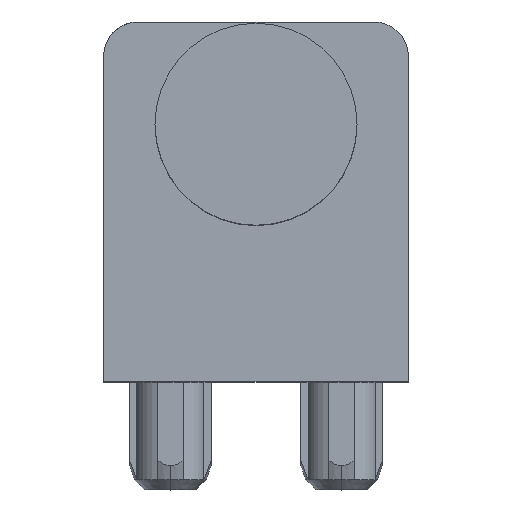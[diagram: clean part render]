
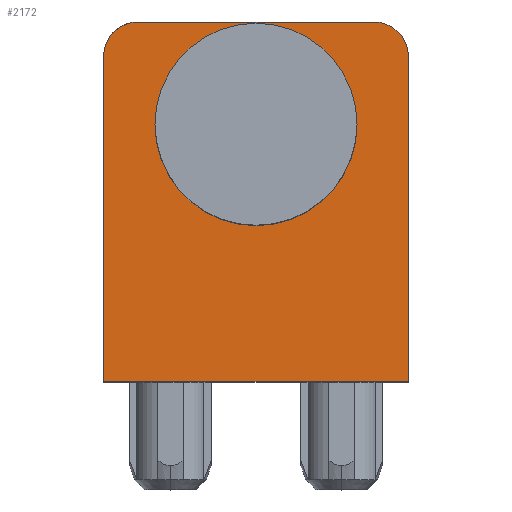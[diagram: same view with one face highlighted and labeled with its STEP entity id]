
A CAD part, top view. The second image highlights one B-rep face of the part: STEP entity #2172.
In plain terms, the highlighted planar face has unit normal (0, 0, 1).
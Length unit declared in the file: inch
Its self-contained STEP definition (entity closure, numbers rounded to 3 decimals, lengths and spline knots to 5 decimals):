
#13 = AXIS2_PLACEMENT_3D ( 'NONE', #1748, #1077, #2078 ) ;
#38 = ORIENTED_EDGE ( 'NONE', *, *, #1101, .T. ) ;
#133 = LINE ( 'NONE', #823, #1510 ) ;
#142 = EDGE_CURVE ( 'NONE', #1530, #1201, #424, .T. ) ;
#147 = FACE_OUTER_BOUND ( 'NONE', #1750, .T. ) ;
#184 = DIRECTION ( 'NONE',  ( 0., 1., 0. ) ) ;
#187 = DIRECTION ( 'NONE',  ( 0., 0., 1. ) ) ;
#215 = DIRECTION ( 'NONE',  ( 1., 0., 0. ) ) ;
#234 = CARTESIAN_POINT ( 'NONE',  ( -0.089, 0., 0.099 ) ) ;
#248 = DIRECTION ( 'NONE',  ( 0., 0., 1. ) ) ;
#280 = AXIS2_PLACEMENT_3D ( 'NONE', #612, #248, #215 ) ;
#296 = ORIENTED_EDGE ( 'NONE', *, *, #305, .F. ) ;
#305 = EDGE_CURVE ( 'NONE', #763, #1490, #932, .T. ) ;
#384 = CARTESIAN_POINT ( 'NONE',  ( 0.089, 0.19, 0.099 ) ) ;
#424 = CIRCLE ( 'NONE', #1107, 0.02 ) ;
#508 = EDGE_CURVE ( 'NONE', #763, #1530, #1351, .T. ) ;
#509 = VERTEX_POINT ( 'NONE', #1197 ) ;
#526 = LINE ( 'NONE', #1864, #983 ) ;
#554 = ORIENTED_EDGE ( 'NONE', *, *, #1062, .F. ) ;
#612 = CARTESIAN_POINT ( 'NONE',  ( -0.069, 0.19, 0.099 ) ) ;
#739 = ORIENTED_EDGE ( 'NONE', *, *, #1966, .T. ) ;
#749 = ORIENTED_EDGE ( 'NONE', *, *, #508, .T. ) ;
#763 = VERTEX_POINT ( 'NONE', #796 ) ;
#780 = DIRECTION ( 'NONE',  ( 0., 0., 1. ) ) ;
#796 = CARTESIAN_POINT ( 'NONE',  ( 0.089, 0., 0.099 ) ) ;
#818 = VERTEX_POINT ( 'NONE', #1299 ) ;
#823 = CARTESIAN_POINT ( 'NONE',  ( -0.089, 0., 0.099 ) ) ;
#887 = DIRECTION ( 'NONE',  ( -1., 0., 0. ) ) ;
#914 = CARTESIAN_POINT ( 'NONE',  ( 0., 0.15, 0.099 ) ) ;
#932 = LINE ( 'NONE', #1599, #1842 ) ;
#981 = PLANE ( 'NONE',  #1576 ) ;
#983 = VECTOR ( 'NONE', #887, 39.37008 ) ;
#1062 = EDGE_CURVE ( 'NONE', #1827, #1542, #1764, .T. ) ;
#1077 = DIRECTION ( 'NONE',  ( 0., 0., 1. ) ) ;
#1101 = EDGE_CURVE ( 'NONE', #509, #818, #1452, .T. ) ;
#1107 = AXIS2_PLACEMENT_3D ( 'NONE', #2044, #187, #1536 ) ;
#1188 = VECTOR ( 'NONE', #184, 39.37008 ) ;
#1197 = CARTESIAN_POINT ( 'NONE',  ( -0.069, 0.21, 0.099 ) ) ;
#1201 = VERTEX_POINT ( 'NONE', #1337 ) ;
#1260 = ORIENTED_EDGE ( 'NONE', *, *, #2066, .F. ) ;
#1289 = DIRECTION ( 'NONE',  ( 0., 0., 1. ) ) ;
#1299 = CARTESIAN_POINT ( 'NONE',  ( -0.089, 0.19, 0.099 ) ) ;
#1335 = CIRCLE ( 'NONE', #13, 0.059 ) ;
#1337 = CARTESIAN_POINT ( 'NONE',  ( 0.069, 0.21, 0.099 ) ) ;
#1351 = LINE ( 'NONE', #1504, #1188 ) ;
#1403 = DIRECTION ( 'NONE',  ( -1., 0., 0. ) ) ;
#1417 = ORIENTED_EDGE ( 'NONE', *, *, #2167, .F. ) ;
#1441 = DIRECTION ( 'NONE',  ( 1., 0., 0. ) ) ;
#1452 = CIRCLE ( 'NONE', #280, 0.02 ) ;
#1459 = FACE_BOUND ( 'NONE', #1749, .T. ) ;
#1481 = DIRECTION ( 'NONE',  ( 1., 0., 0. ) ) ;
#1490 = VERTEX_POINT ( 'NONE', #234 ) ;
#1495 = DIRECTION ( 'NONE',  ( 0., 1., 0. ) ) ;
#1504 = CARTESIAN_POINT ( 'NONE',  ( 0.089, 0., 0.099 ) ) ;
#1510 = VECTOR ( 'NONE', #1495, 39.37008 ) ;
#1530 = VERTEX_POINT ( 'NONE', #384 ) ;
#1536 = DIRECTION ( 'NONE',  ( 1., 0., 0. ) ) ;
#1542 = VERTEX_POINT ( 'NONE', #1788 ) ;
#1576 = AXIS2_PLACEMENT_3D ( 'NONE', #2158, #1289, #1481 ) ;
#1599 = CARTESIAN_POINT ( 'NONE',  ( 0.089, 0., 0.099 ) ) ;
#1668 = CARTESIAN_POINT ( 'NONE',  ( -0.059, 0.15, 0.099 ) ) ;
#1748 = CARTESIAN_POINT ( 'NONE',  ( 0., 0.15, 0.099 ) ) ;
#1749 = EDGE_LOOP ( 'NONE', ( #554, #1260 ) ) ;
#1750 = EDGE_LOOP ( 'NONE', ( #739, #38, #1417, #296, #749, #2062 ) ) ;
#1764 = CIRCLE ( 'NONE', #2042, 0.059 ) ;
#1788 = CARTESIAN_POINT ( 'NONE',  ( 0.059, 0.15, 0.099 ) ) ;
#1827 = VERTEX_POINT ( 'NONE', #1668 ) ;
#1842 = VECTOR ( 'NONE', #1403, 39.37008 ) ;
#1864 = CARTESIAN_POINT ( 'NONE',  ( 0.089, 0.21, 0.099 ) ) ;
#1966 = EDGE_CURVE ( 'NONE', #1201, #509, #526, .T. ) ;
#2042 = AXIS2_PLACEMENT_3D ( 'NONE', #914, #780, #1441 ) ;
#2044 = CARTESIAN_POINT ( 'NONE',  ( 0.069, 0.19, 0.099 ) ) ;
#2062 = ORIENTED_EDGE ( 'NONE', *, *, #142, .T. ) ;
#2066 = EDGE_CURVE ( 'NONE', #1542, #1827, #1335, .T. ) ;
#2078 = DIRECTION ( 'NONE',  ( 1., 0., 0. ) ) ;
#2158 = CARTESIAN_POINT ( 'NONE',  ( 0.089, 0., 0.099 ) ) ;
#2167 = EDGE_CURVE ( 'NONE', #1490, #818, #133, .T. ) ;
#2172 = ADVANCED_FACE ( 'NONE', ( #1459, #147 ), #981, .T. ) ;
